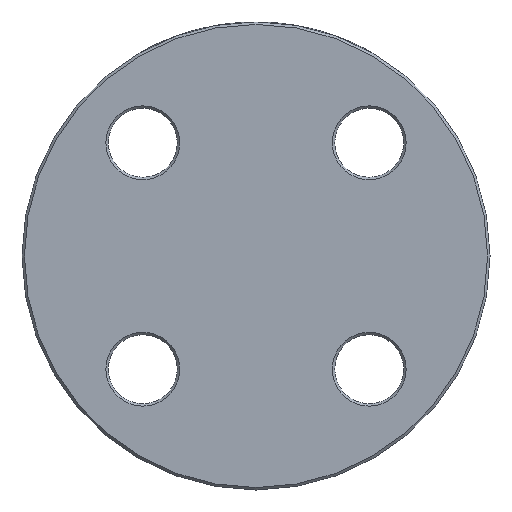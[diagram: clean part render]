
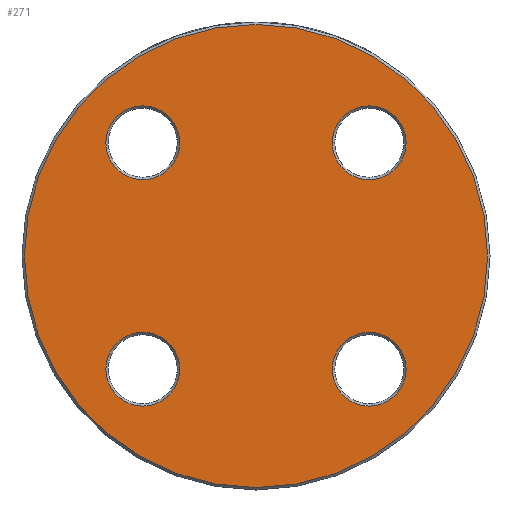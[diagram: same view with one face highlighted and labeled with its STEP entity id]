
A CAD part, left-side view. The second image highlights one B-rep face of the part: STEP entity #271.
In plain terms, the highlighted planar face has unit normal (-1, 0, 0).
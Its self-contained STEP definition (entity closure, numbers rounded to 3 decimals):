
#49 = FACE_BOUND ( 'NONE', #1013, .T. ) ;
#59 = AXIS2_PLACEMENT_3D ( 'NONE', #4149, #3829, #337 ) ;
#95 = EDGE_LOOP ( 'NONE', ( #2289 ) ) ;
#194 = CIRCLE ( 'NONE', #3131, 7.5 ) ;
#233 = CARTESIAN_POINT ( 'NONE',  ( 0., -22.981, 22.981 ) ) ;
#271 = ADVANCED_FACE ( 'NONE', ( #1151, #49, #1482, #3455, #3362 ), #817, .F. ) ;
#337 = DIRECTION ( 'NONE',  ( 0., 0., -1. ) ) ;
#384 = CARTESIAN_POINT ( 'NONE',  ( 0., -22.981, -30.481 ) ) ;
#784 = ORIENTED_EDGE ( 'NONE', *, *, #2721, .T. ) ;
#817 = PLANE ( 'NONE',  #1120 ) ;
#838 = VERTEX_POINT ( 'NONE', #2408 ) ;
#860 = ORIENTED_EDGE ( 'NONE', *, *, #2581, .T. ) ;
#875 = EDGE_CURVE ( 'NONE', #4622, #4622, #1342, .T. ) ;
#1013 = EDGE_LOOP ( 'NONE', ( #1479 ) ) ;
#1120 = AXIS2_PLACEMENT_3D ( 'NONE', #2268, #3057, #4574 ) ;
#1151 = FACE_OUTER_BOUND ( 'NONE', #4554, .T. ) ;
#1324 = ORIENTED_EDGE ( 'NONE', *, *, #875, .T. ) ;
#1342 = CIRCLE ( 'NONE', #59, 47. ) ;
#1398 = CIRCLE ( 'NONE', #4180, 7.5 ) ;
#1460 = DIRECTION ( 'NONE',  ( 0., 0., -1. ) ) ;
#1479 = ORIENTED_EDGE ( 'NONE', *, *, #2363, .T. ) ;
#1482 = FACE_BOUND ( 'NONE', #95, .T. ) ;
#1511 = VERTEX_POINT ( 'NONE', #384 ) ;
#1872 = CARTESIAN_POINT ( 'NONE',  ( 0., -22.981, 15.481 ) ) ;
#2009 = VERTEX_POINT ( 'NONE', #1872 ) ;
#2268 = CARTESIAN_POINT ( 'NONE',  ( 0., 0., 0. ) ) ;
#2289 = ORIENTED_EDGE ( 'NONE', *, *, #3519, .T. ) ;
#2323 = DIRECTION ( 'NONE',  ( 1., 0., 0. ) ) ;
#2363 = EDGE_CURVE ( 'NONE', #838, #838, #194, .T. ) ;
#2364 = DIRECTION ( 'NONE',  ( 0., 0., -1. ) ) ;
#2408 = CARTESIAN_POINT ( 'NONE',  ( 0., 22.981, 15.481 ) ) ;
#2581 = EDGE_CURVE ( 'NONE', #4305, #4305, #3448, .T. ) ;
#2721 = EDGE_CURVE ( 'NONE', #1511, #1511, #1398, .T. ) ;
#2762 = DIRECTION ( 'NONE',  ( 1., 0., 0. ) ) ;
#2828 = EDGE_LOOP ( 'NONE', ( #860 ) ) ;
#3057 = DIRECTION ( 'NONE',  ( 1., 0., 0. ) ) ;
#3059 = CARTESIAN_POINT ( 'NONE',  ( 0., 22.981, -22.981 ) ) ;
#3131 = AXIS2_PLACEMENT_3D ( 'NONE', #4683, #2762, #3487 ) ;
#3164 = DIRECTION ( 'NONE',  ( 1., 0., 0. ) ) ;
#3362 = FACE_BOUND ( 'NONE', #2828, .T. ) ;
#3448 = CIRCLE ( 'NONE', #3609, 7.5 ) ;
#3455 = FACE_BOUND ( 'NONE', #4084, .T. ) ;
#3487 = DIRECTION ( 'NONE',  ( 0., 0., -1. ) ) ;
#3519 = EDGE_CURVE ( 'NONE', #2009, #2009, #3818, .T. ) ;
#3585 = CARTESIAN_POINT ( 'NONE',  ( 0., -22.981, -22.981 ) ) ;
#3609 = AXIS2_PLACEMENT_3D ( 'NONE', #3059, #2323, #4222 ) ;
#3818 = CIRCLE ( 'NONE', #4861, 7.5 ) ;
#3829 = DIRECTION ( 'NONE',  ( -1., 0., 0. ) ) ;
#4084 = EDGE_LOOP ( 'NONE', ( #784 ) ) ;
#4149 = CARTESIAN_POINT ( 'NONE',  ( 0., 0., 0. ) ) ;
#4180 = AXIS2_PLACEMENT_3D ( 'NONE', #3585, #3164, #2364 ) ;
#4222 = DIRECTION ( 'NONE',  ( 0., 0., -1. ) ) ;
#4277 = CARTESIAN_POINT ( 'NONE',  ( 0., 0., -47. ) ) ;
#4305 = VERTEX_POINT ( 'NONE', #4890 ) ;
#4410 = DIRECTION ( 'NONE',  ( 1., 0., 0. ) ) ;
#4554 = EDGE_LOOP ( 'NONE', ( #1324 ) ) ;
#4574 = DIRECTION ( 'NONE',  ( 0., 0., -1. ) ) ;
#4622 = VERTEX_POINT ( 'NONE', #4277 ) ;
#4683 = CARTESIAN_POINT ( 'NONE',  ( 0., 22.981, 22.981 ) ) ;
#4861 = AXIS2_PLACEMENT_3D ( 'NONE', #233, #4410, #1460 ) ;
#4890 = CARTESIAN_POINT ( 'NONE',  ( 0., 22.981, -30.481 ) ) ;
